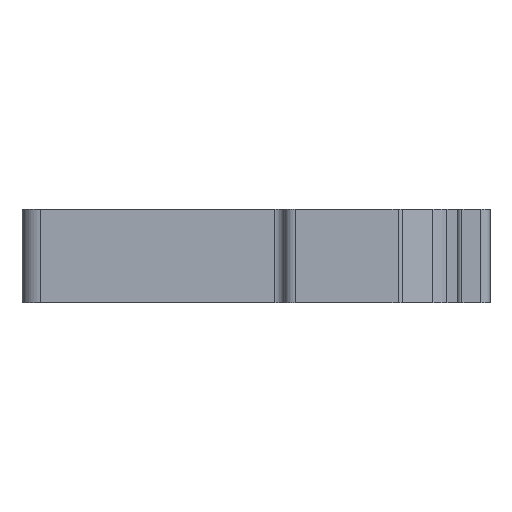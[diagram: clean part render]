
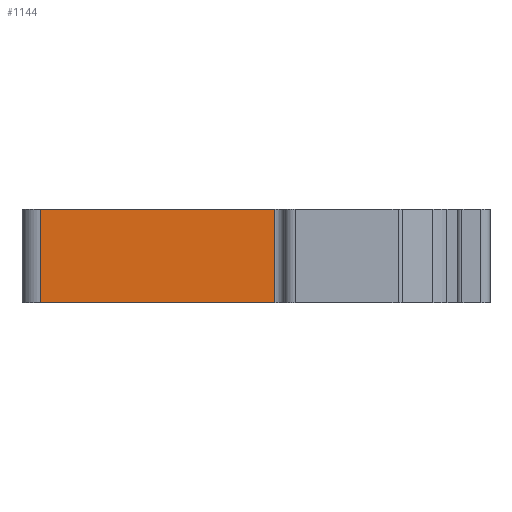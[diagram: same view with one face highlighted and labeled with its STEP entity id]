
A CAD part, left-side view. The second image highlights one B-rep face of the part: STEP entity #1144.
In plain terms, the highlighted planar face has unit normal (-1, 0, 0).
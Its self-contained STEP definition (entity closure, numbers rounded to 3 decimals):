
#118=PLANE('',#3972);
#224=FACE_OUTER_BOUND('',#1458,.T.);
#416=LINE('',#5383,#778);
#555=LINE('',#5888,#917);
#575=LINE('',#5936,#937);
#576=LINE('',#5937,#938);
#778=VECTOR('',#4252,1.);
#917=VECTOR('',#4621,1.);
#937=VECTOR('',#4669,1.);
#938=VECTOR('',#4670,1.);
#1144=ADVANCED_FACE('',(#224),#118,.F.);
#1458=EDGE_LOOP('',(#1982,#1983,#1984,#1985));
#1982=ORIENTED_EDGE('',*,*,#3388,.F.);
#1983=ORIENTED_EDGE('',*,*,#3415,.T.);
#1984=ORIENTED_EDGE('',*,*,#3135,.T.);
#1985=ORIENTED_EDGE('',*,*,#3416,.T.);
#2770=VERTEX_POINT('',#5382);
#2771=VERTEX_POINT('',#5384);
#3021=VERTEX_POINT('',#5887);
#3022=VERTEX_POINT('',#5889);
#3135=EDGE_CURVE('',#2771,#2770,#416,.T.);
#3388=EDGE_CURVE('',#3021,#3022,#555,.T.);
#3415=EDGE_CURVE('',#3021,#2771,#575,.T.);
#3416=EDGE_CURVE('',#2770,#3022,#576,.T.);
#3972=AXIS2_PLACEMENT_3D('',#5938,#4671,#4672);
#4252=DIRECTION('',(0.,-1.,0.));
#4621=DIRECTION('',(0.,-1.,0.));
#4669=DIRECTION('',(0.,0.,-1.));
#4670=DIRECTION('',(0.,0.,1.));
#4671=DIRECTION('',(1.,0.,0.));
#4672=DIRECTION('',(0.,1.,0.));
#5382=CARTESIAN_POINT('',(15.167,-41.989,-10.));
#5383=CARTESIAN_POINT('',(15.167,-42.989,-10.));
#5384=CARTESIAN_POINT('',(15.167,-16.989,-10.));
#5887=CARTESIAN_POINT('',(15.167,-16.989,0.));
#5888=CARTESIAN_POINT('',(15.167,-42.989,0.));
#5889=CARTESIAN_POINT('',(15.167,-41.989,0.));
#5936=CARTESIAN_POINT('',(15.167,-16.989,-10.));
#5937=CARTESIAN_POINT('',(15.167,-41.989,0.));
#5938=CARTESIAN_POINT('',(15.167,-42.989,-10.));
